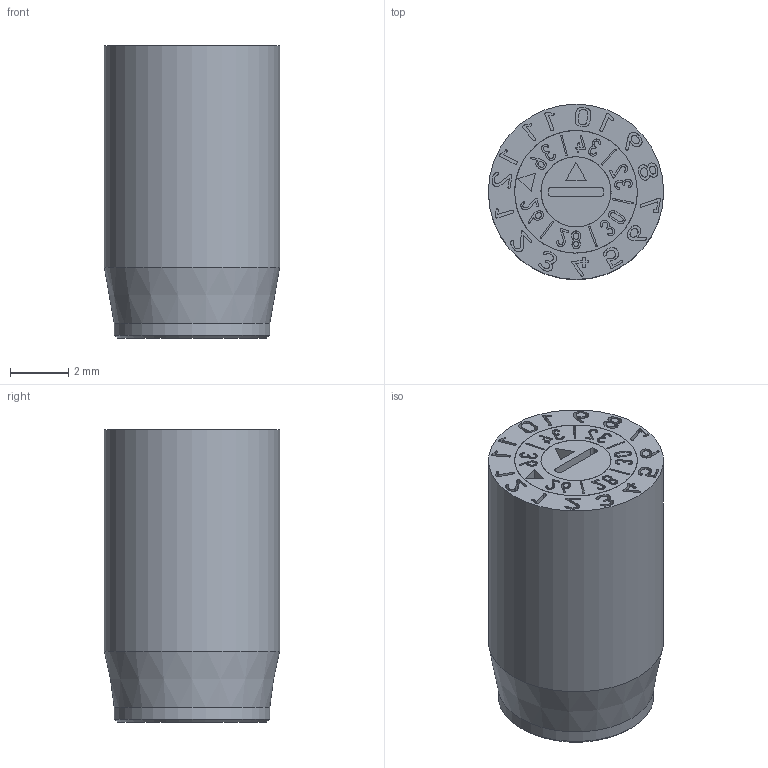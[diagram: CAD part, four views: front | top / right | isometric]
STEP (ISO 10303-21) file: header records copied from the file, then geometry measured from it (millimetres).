
FILE_DESCRIPTION(/* description */ (''),/* implementation_level */ '2;1');
FILE_NAME(/* name */ 'Dati-93900_BCC$6$Jahr+10.stp',/* time_stamp */ '2025-09-16T15:47:42+02:00',/* author */ ('olafg'),/* organization */ (''),/* preprocessor_version */ 'ST-DEVELOPER v20',/* originating_system */ 'Autodesk Inventor 2024',/* authorisation */ '');
FILE_SCHEMA (('AUTOMOTIVE_DESIGN { 1 0 10303 214 3 1 1 }'));
Length unit declared in the file: millimetre
Products named in the file (4): Zusammenbau BC 9006; 1006-01-00 Hülse; Gehäusering 6; Stelleinsatz 9006
Assembly tree (3 placements, depth 2):
  Zusammenbau BC 9006
    1006-01-00 Hülse
    Gehäusering 6
    Stelleinsatz 9006
Bounding box: 6 x 6 x 10 mm (x, y, z)
Volume: 269.6 mm3; surface area: 483.5 mm2
Topology: 3 solids, 3 shells, 639 faces, 1747 edges, 1163 vertices
Faces by surface type: bspline 392, plane 227, cylinder 14, cone 6
Full cylindrical faces by diameter (mm): 1.6 x3, 2.4 x2, 4 x1, 4.2 x2, 5.324 x1, 6 x1
Entity records: 22405 total; most frequent: CARTESIAN_POINT 8765, ORIENTED_EDGE 3486, EDGE_CURVE 1743, DIRECTION 1502, VERTEX_POINT 1161, LINE 922, VECTOR 922, B_SPLINE_CURVE_WITH_KNOTS 784
